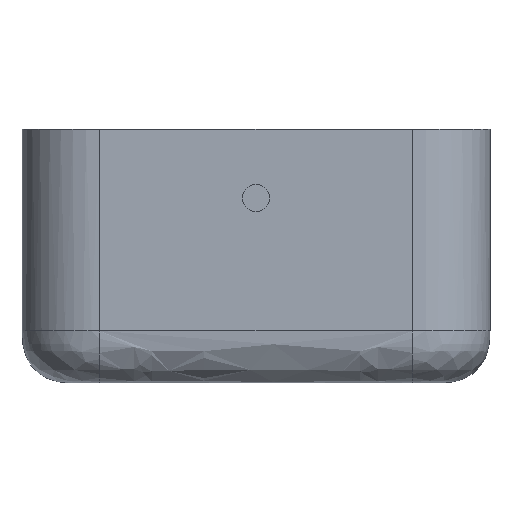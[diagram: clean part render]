
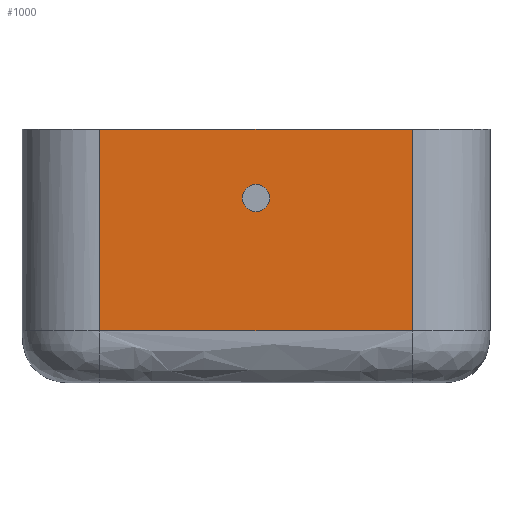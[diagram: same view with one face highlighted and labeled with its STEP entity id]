
A CAD part, front view. The second image highlights one B-rep face of the part: STEP entity #1000.
In plain terms, the highlighted planar face has unit normal (0, -1, 0).
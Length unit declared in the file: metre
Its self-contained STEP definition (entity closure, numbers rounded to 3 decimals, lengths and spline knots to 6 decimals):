
#50=LINE('',#1397,#126);
#54=LINE('',#1448,#130);
#55=LINE('',#1457,#131);
#126=VECTOR('',#1164,1.);
#130=VECTOR('',#1180,1.);
#131=VECTOR('',#1185,1.);
#206=CIRCLE('',#1087,0.001905);
#246=ORIENTED_EDGE('',*,*,#547,.F.);
#247=ORIENTED_EDGE('',*,*,#546,.T.);
#248=ORIENTED_EDGE('',*,*,#548,.T.);
#249=ORIENTED_EDGE('',*,*,#549,.F.);
#250=ORIENTED_EDGE('',*,*,#536,.F.);
#536=EDGE_CURVE('',#688,#689,#50,.T.);
#546=EDGE_CURVE('',#688,#696,#54,.T.);
#547=EDGE_CURVE('',#697,#697,#206,.F.);
#548=EDGE_CURVE('',#696,#698,#772,.T.);
#549=EDGE_CURVE('',#689,#698,#55,.T.);
#688=VERTEX_POINT('',#1396);
#689=VERTEX_POINT('',#1398);
#696=VERTEX_POINT('',#1447);
#697=VERTEX_POINT('',#1451);
#698=VERTEX_POINT('',#1456);
#772=B_SPLINE_CURVE_WITH_KNOTS('',3,(#1452,#1453,#1454,#1455),
 .UNSPECIFIED.,.F.,.F.,(4,4),(0.,1.),.UNSPECIFIED.);
#825=EDGE_LOOP('',(#246));
#826=EDGE_LOOP('',(#247,#248,#249,#250));
#897=FACE_BOUND('',#825,.T.);
#898=FACE_BOUND('',#826,.T.);
#966=PLANE('',#1086);
#1000=ADVANCED_FACE('',(#897,#898),#966,.F.);
#1086=AXIS2_PLACEMENT_3D('',#1449,#1181,#1182);
#1087=AXIS2_PLACEMENT_3D('',#1450,#1183,#1184);
#1164=DIRECTION('',(1.,0.,0.));
#1180=DIRECTION('',(0.,0.,-1.));
#1181=DIRECTION('',(0.,1.,0.));
#1182=DIRECTION('',(0.,0.,1.));
#1183=DIRECTION('',(0.,1.,0.));
#1184=DIRECTION('',(0.,0.,1.));
#1185=DIRECTION('',(0.,0.,-1.));
#1396=CARTESIAN_POINT('',(-0.021912,-0.013462,0.03556));
#1397=CARTESIAN_POINT('',(0.,-0.013462,0.03556));
#1398=CARTESIAN_POINT('',(0.021912,-0.013462,0.03556));
#1447=CARTESIAN_POINT('',(-0.021912,-0.013462,0.007297));
#1448=CARTESIAN_POINT('',(-0.021912,-0.013462,0.03556));
#1449=CARTESIAN_POINT('',(0.,-0.013462,0.03556));
#1450=CARTESIAN_POINT('',(0.,-0.013462,0.025908));
#1451=CARTESIAN_POINT('',(0.,-0.013462,0.027813));
#1452=CARTESIAN_POINT('',(-0.021912,-0.013462,0.007297));
#1453=CARTESIAN_POINT('',(-0.007304,-0.013462,0.007297));
#1454=CARTESIAN_POINT('',(0.007304,-0.013462,0.007297));
#1455=CARTESIAN_POINT('',(0.021912,-0.013462,0.007297));
#1456=CARTESIAN_POINT('',(0.021912,-0.013462,0.007297));
#1457=CARTESIAN_POINT('',(0.021912,-0.013462,0.03556));
